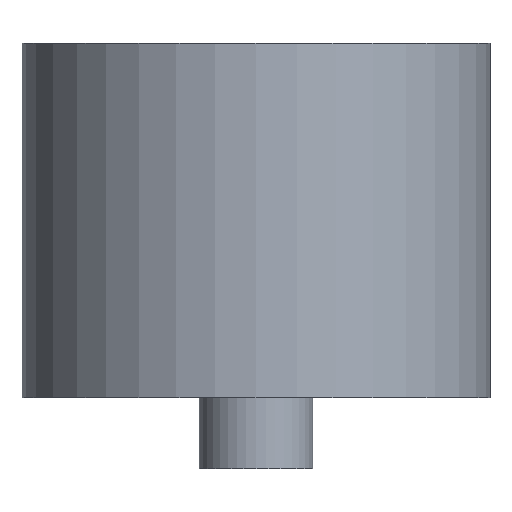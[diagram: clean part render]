
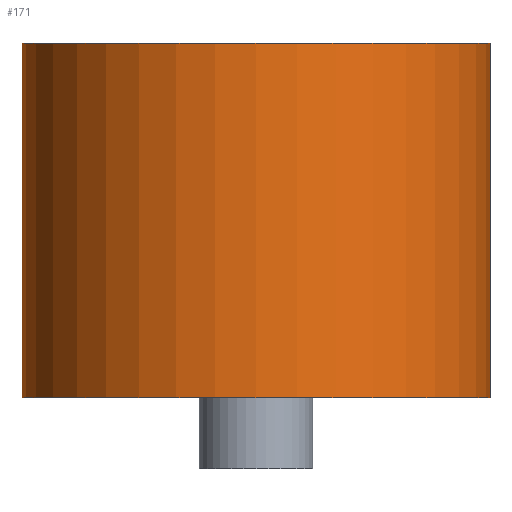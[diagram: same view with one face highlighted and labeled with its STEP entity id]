
A CAD part, front view. The second image highlights one B-rep face of the part: STEP entity #171.
In plain terms, the highlighted cylindrical face has radius 1.65 mm (diameter 3.3 mm), a full revolution.
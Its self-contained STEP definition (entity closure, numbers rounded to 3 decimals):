
#30=ORIENTED_EDGE('',*,*,#46,.T.);
#31=ORIENTED_EDGE('',*,*,#45,.F.);
#45=EDGE_CURVE('',#53,#53,#62,.T.);
#46=EDGE_CURVE('',#54,#54,#63,.T.);
#53=VERTEX_POINT('',#246);
#54=VERTEX_POINT('',#249);
#62=CIRCLE('',#188,1.65);
#63=CIRCLE('',#190,1.65);
#71=EDGE_LOOP('',(#30));
#72=EDGE_LOOP('',(#31));
#87=FACE_BOUND('',#71,.T.);
#88=FACE_BOUND('',#72,.T.);
#101=CYLINDRICAL_SURFACE('',#189,1.65);
#171=ADVANCED_FACE('',(#87,#88),#101,.T.);
#188=AXIS2_PLACEMENT_3D('',#245,#212,#213);
#189=AXIS2_PLACEMENT_3D('',#247,#214,#215);
#190=AXIS2_PLACEMENT_3D('',#248,#216,#217);
#212=DIRECTION('',(0.,0.,-1.));
#213=DIRECTION('',(-1.,0.,0.));
#214=DIRECTION('',(0.,0.,-1.));
#215=DIRECTION('',(-1.,0.,0.));
#216=DIRECTION('',(0.,0.,-1.));
#217=DIRECTION('',(-1.,0.,0.));
#245=CARTESIAN_POINT('',(0.,0.,0.));
#246=CARTESIAN_POINT('',(-1.65,0.,0.));
#247=CARTESIAN_POINT('',(0.,0.,4.));
#248=CARTESIAN_POINT('',(0.,0.,2.5));
#249=CARTESIAN_POINT('',(-1.65,0.,2.5));
